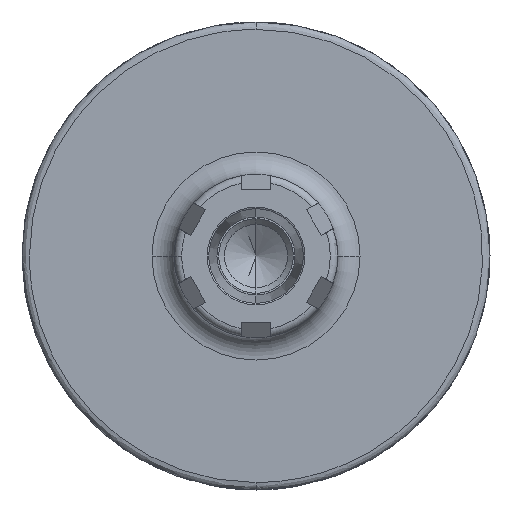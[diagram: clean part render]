
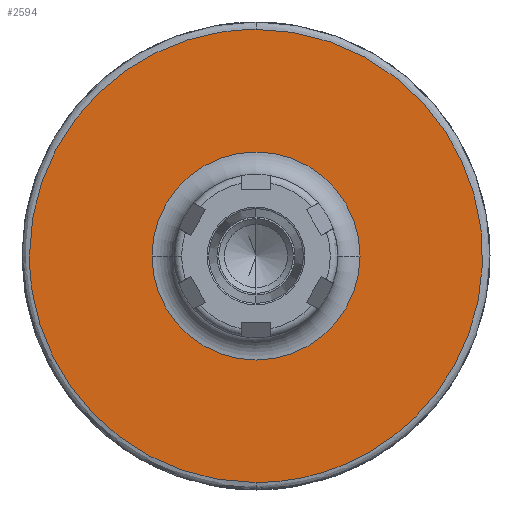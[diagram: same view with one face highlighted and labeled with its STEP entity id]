
A CAD part, front view. The second image highlights one B-rep face of the part: STEP entity #2594.
In plain terms, the highlighted planar face has unit normal (0, -1, 0).
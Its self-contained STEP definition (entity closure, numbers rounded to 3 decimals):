
#181 = ORIENTED_EDGE ( 'NONE', *, *, #366, .T. ) ;
#362 = FACE_OUTER_BOUND ( 'NONE', #1012, .T. ) ;
#366 = EDGE_CURVE ( 'NONE', #6735, #1999, #1061, .T. ) ;
#377 = CARTESIAN_POINT ( 'NONE',  ( 61., -27., 30.5 ) ) ;
#456 = CARTESIAN_POINT ( 'NONE',  ( -30.5, -27., 0. ) ) ;
#554 = DIRECTION ( 'NONE',  ( 0., 1., 0. ) ) ;
#690 = PLANE ( 'NONE',  #6558 ) ;
#999 = DIRECTION ( 'NONE',  ( 0., 1., 0. ) ) ;
#1012 = EDGE_LOOP ( 'NONE', ( #1932, #5761, #1764 ) ) ;
#1039 =( BOUNDED_CURVE ( )  B_SPLINE_CURVE ( 3, ( #6592, #4481, #5554, #2378 ),
 .UNSPECIFIED., .F., .T. ) 
 B_SPLINE_CURVE_WITH_KNOTS ( ( 4, 4 ),
 ( 0., 0.333 ),
 .UNSPECIFIED. ) 
 CURVE ( )  GEOMETRIC_REPRESENTATION_ITEM ( )  RATIONAL_B_SPLINE_CURVE ( ( 1., 0.805, 0.805, 1. ) ) 
 REPRESENTATION_ITEM ( '' )  );
#1061 = CIRCLE ( 'NONE', #1821, 14. ) ;
#1378 = AXIS2_PLACEMENT_3D ( 'NONE', #3731, #554, #4251 ) ;
#1401 = CARTESIAN_POINT ( 'NONE',  ( 0., -27., 0. ) ) ;
#1437 = CARTESIAN_POINT ( 'NONE',  ( 0., -27., -30.5 ) ) ;
#1463 = CARTESIAN_POINT ( 'NONE',  ( -17.866, -27., -30.5 ) ) ;
#1750 = DIRECTION ( 'NONE',  ( 0., -1., 0. ) ) ;
#1764 = ORIENTED_EDGE ( 'NONE', *, *, #3807, .F. ) ;
#1821 = AXIS2_PLACEMENT_3D ( 'NONE', #1401, #999, #4037 ) ;
#1932 = ORIENTED_EDGE ( 'NONE', *, *, #3188, .F. ) ;
#1987 = CARTESIAN_POINT ( 'NONE',  ( -30.5, -27., 0. ) ) ;
#1999 = VERTEX_POINT ( 'NONE', #5874 ) ;
#2378 = CARTESIAN_POINT ( 'NONE',  ( 0., -27., 30.5 ) ) ;
#2510 = EDGE_LOOP ( 'NONE', ( #181, #5513 ) ) ;
#2512 = CIRCLE ( 'NONE', #1378, 14. ) ;
#2530 =( BOUNDED_CURVE ( )  B_SPLINE_CURVE ( 3, ( #3007, #377, #4606, #1437 ),
 .UNSPECIFIED., .F., .F. ) 
 B_SPLINE_CURVE_WITH_KNOTS ( ( 4, 4 ),
 ( 0.333, 1. ),
 .UNSPECIFIED. ) 
 CURVE ( )  GEOMETRIC_REPRESENTATION_ITEM ( )  RATIONAL_B_SPLINE_CURVE ( ( 1., 0.333, 0.333, 1. ) ) 
 REPRESENTATION_ITEM ( '' )  );
#2594 = ADVANCED_FACE ( 'NONE', ( #5840, #362 ), #690, .T. ) ;
#2750 = CARTESIAN_POINT ( 'NONE',  ( 14., -27., 0. ) ) ;
#2867 = EDGE_CURVE ( 'NONE', #5523, #4607, #5252, .T. ) ;
#3007 = CARTESIAN_POINT ( 'NONE',  ( 0., -27., 30.5 ) ) ;
#3188 = EDGE_CURVE ( 'NONE', #4607, #5966, #1039, .T. ) ;
#3328 = CARTESIAN_POINT ( 'NONE',  ( -31.5, -27., 0. ) ) ;
#3731 = CARTESIAN_POINT ( 'NONE',  ( 0., -27., 0. ) ) ;
#3807 = EDGE_CURVE ( 'NONE', #5966, #5523, #2530, .T. ) ;
#4037 = DIRECTION ( 'NONE',  ( 1., 0., 0. ) ) ;
#4251 = DIRECTION ( 'NONE',  ( 1., 0., 0. ) ) ;
#4253 = CARTESIAN_POINT ( 'NONE',  ( 0., -27., 30.5 ) ) ;
#4481 = CARTESIAN_POINT ( 'NONE',  ( -30.5, -27., 17.866 ) ) ;
#4606 = CARTESIAN_POINT ( 'NONE',  ( 61., -27., -30.5 ) ) ;
#4607 = VERTEX_POINT ( 'NONE', #456 ) ;
#4634 = CARTESIAN_POINT ( 'NONE',  ( -30.5, -27., -17.866 ) ) ;
#4668 = EDGE_CURVE ( 'NONE', #1999, #6735, #2512, .T. ) ;
#4916 = CARTESIAN_POINT ( 'NONE',  ( 0., -27., -30.5 ) ) ;
#5252 =( BOUNDED_CURVE ( )  B_SPLINE_CURVE ( 3, ( #6215, #1463, #4634, #1987 ),
 .UNSPECIFIED., .F., .F. ) 
 B_SPLINE_CURVE_WITH_KNOTS ( ( 4, 4 ),
 ( 0., 1. ),
 .UNSPECIFIED. ) 
 CURVE ( )  GEOMETRIC_REPRESENTATION_ITEM ( )  RATIONAL_B_SPLINE_CURVE ( ( 1., 0.805, 0.805, 1. ) ) 
 REPRESENTATION_ITEM ( '' )  );
#5470 = DIRECTION ( 'NONE',  ( 1., 0., 0. ) ) ;
#5513 = ORIENTED_EDGE ( 'NONE', *, *, #4668, .T. ) ;
#5523 = VERTEX_POINT ( 'NONE', #4916 ) ;
#5554 = CARTESIAN_POINT ( 'NONE',  ( -17.866, -27., 30.5 ) ) ;
#5761 = ORIENTED_EDGE ( 'NONE', *, *, #2867, .F. ) ;
#5840 = FACE_BOUND ( 'NONE', #2510, .T. ) ;
#5874 = CARTESIAN_POINT ( 'NONE',  ( -14., -27., 0. ) ) ;
#5966 = VERTEX_POINT ( 'NONE', #4253 ) ;
#6215 = CARTESIAN_POINT ( 'NONE',  ( 0., -27., -30.5 ) ) ;
#6558 = AXIS2_PLACEMENT_3D ( 'NONE', #3328, #1750, #5470 ) ;
#6592 = CARTESIAN_POINT ( 'NONE',  ( -30.5, -27., 0. ) ) ;
#6735 = VERTEX_POINT ( 'NONE', #2750 ) ;
